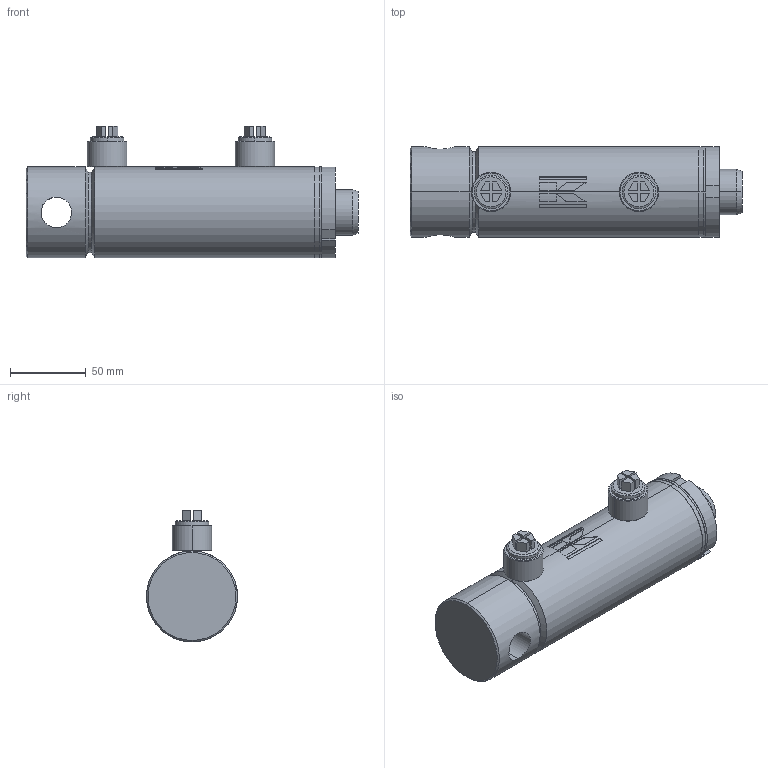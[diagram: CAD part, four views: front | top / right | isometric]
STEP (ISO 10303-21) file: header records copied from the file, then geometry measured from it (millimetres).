
FILE_DESCRIPTION (( 'STEP AP214' ), '1' );
FILE_NAME ('CFGCY0079621-Cylinder.step', '2026-03-07T09:31:43', ( 'Kramp IT' ), ( 'Kramp' ), 'SwSTEP 2.0', 'SolidWorks 2025', '' );
FILE_SCHEMA (( 'AUTOMOTIVE_DESIGN' ));
Length unit declared in the file: millimetre
Products named in the file (17): DS2905015; SP06M; DS2905013030VM_Simplified; Rod-WA_Simplified; ATT-NONE; Tube-WA_Simplified; CFGCY0079621-Cylinder; MATE-AID; LSN06E; Tube_Simplified; DC39BEVD050B; DS2905004_Simplified; Tube-MA_Simplified; Rod_Simplified; DS2905013030_Simplified; ENDCAP50HOLE; DS2905004VM_Simplified
Assembly tree (16 placements, depth 4):
  ATT-NONE
  CFGCY0079621-Cylinder
    Tube-WA_Simplified
      Tube-MA_Simplified
        Tube_Simplified
        LSN06E
      LSN06E
      DC39BEVD050B
        ENDCAP50HOLE
    Rod-WA_Simplified
      Rod_Simplified
    DS2905013030VM_Simplified
      DS2905013030_Simplified
    DS2905004VM_Simplified
      DS2905004_Simplified
    DS2905015
    SP06M  x2
  MATE-AID
Bounding box: 219 x 60 x 87 mm (x, y, z)
Volume: 498480.9 mm3; surface area: 127448.5 mm2
Topology: 10 solids, 10 shells, 322 faces, 730 edges, 462 vertices
Faces by surface type: plane 131, cylinder 109, cone 56, torus 22, bspline 4
Entity records: 7653 total; most frequent: CARTESIAN_POINT 1676, DIRECTION 1266, ORIENTED_EDGE 1076, EDGE_CURVE 538, AXIS2_PLACEMENT_3D 503, VERTEX_POINT 340, EDGE_LOOP 280, LINE 260
